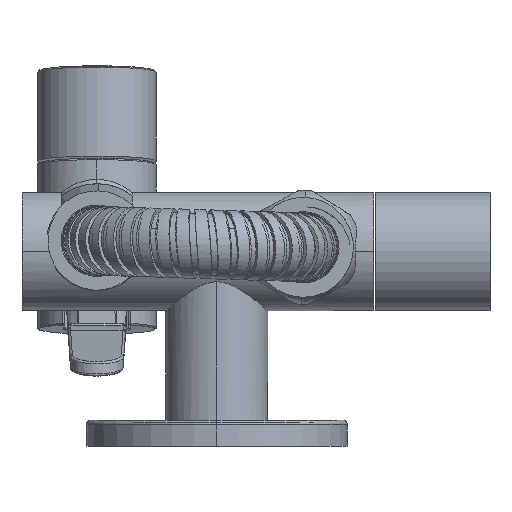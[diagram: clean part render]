
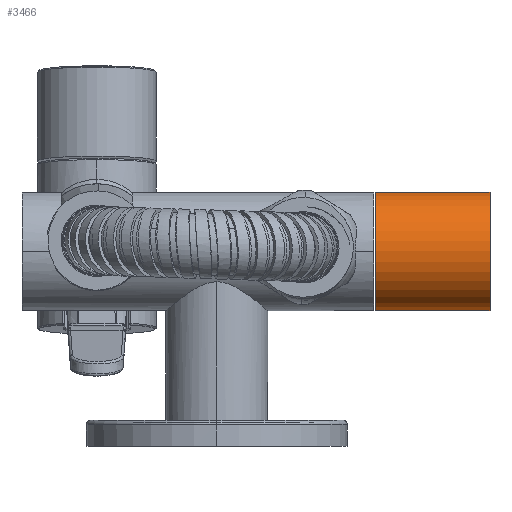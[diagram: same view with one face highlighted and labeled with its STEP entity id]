
A CAD part, front view. The second image highlights one B-rep face of the part: STEP entity #3466.
In plain terms, the highlighted cylindrical face has radius 12.5 mm (diameter 25 mm), a partial arc.
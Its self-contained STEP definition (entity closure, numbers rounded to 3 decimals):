
#3149=CARTESIAN_POINT('',(33.5,0.,0.));
#3150=DIRECTION('',(1.,0.,0.));
#3151=DIRECTION('',(0.,0.984,0.178));
#3152=AXIS2_PLACEMENT_3D('',#3149,#3150,#3151);
#3154=CARTESIAN_POINT('',(33.5,0.,0.));
#3155=DIRECTION('',(1.,0.,0.));
#3156=DIRECTION('',(0.,-1.,0.));
#3157=AXIS2_PLACEMENT_3D('',#3154,#3155,#3156);
#3203=DIRECTION('',(1.,0.,0.));
#3204=VECTOR('',#3203,24.);
#3205=CARTESIAN_POINT('',(33.5,12.301,-2.222));
#3206=LINE('',#3205,#3204);
#3211=DIRECTION('',(-1.,0.,0.));
#3212=VECTOR('',#3211,24.);
#3213=CARTESIAN_POINT('',(57.5,12.301,2.222));
#3214=LINE('',#3213,#3212);
#3246=CARTESIAN_POINT('',(57.5,0.,0.));
#3247=DIRECTION('',(-1.,0.,0.));
#3248=DIRECTION('',(0.,0.984,-0.178));
#3249=AXIS2_PLACEMENT_3D('',#3246,#3247,#3248);
#3251=CARTESIAN_POINT('',(57.5,0.,0.));
#3252=DIRECTION('',(-1.,0.,0.));
#3253=DIRECTION('',(0.,-1.,0.));
#3254=AXIS2_PLACEMENT_3D('',#3251,#3252,#3253);
#3275=CARTESIAN_POINT('',(33.5,12.301,2.222));
#3276=VERTEX_POINT('',#3275);
#3277=CARTESIAN_POINT('',(33.5,-12.5,0.));
#3278=CARTESIAN_POINT('',(33.5,12.301,-2.222));
#3279=VERTEX_POINT('',#3277);
#3280=VERTEX_POINT('',#3278);
#3297=CARTESIAN_POINT('',(57.5,12.301,-2.222));
#3298=VERTEX_POINT('',#3297);
#3299=CARTESIAN_POINT('',(57.5,12.301,2.222));
#3300=VERTEX_POINT('',#3299);
#3301=CARTESIAN_POINT('',(57.5,-12.5,0.));
#3302=VERTEX_POINT('',#3301);
#3450=CARTESIAN_POINT('',(58.7,0.,0.));
#3451=DIRECTION('',(-1.,0.,0.));
#3452=DIRECTION('',(0.,-1.,0.));
#3453=AXIS2_PLACEMENT_3D('',#3450,#3451,#3452);
#3454=CYLINDRICAL_SURFACE('',#3453,12.5);
#3455=ORIENTED_EDGE('',*,*,#3434,.F.);
#3456=ORIENTED_EDGE('',*,*,#3318,.F.);
#3457=ORIENTED_EDGE('',*,*,#3316,.F.);
#3459=ORIENTED_EDGE('',*,*,#3458,.F.);
#3461=ORIENTED_EDGE('',*,*,#3460,.F.);
#3463=ORIENTED_EDGE('',*,*,#3462,.F.);
#3464=EDGE_LOOP('',(#3455,#3456,#3457,#3459,#3461,#3463));
#3465=FACE_OUTER_BOUND('',#3464,.F.);
#3466=ADVANCED_FACE('',(#3465),#3454,.T.);
#3153=CIRCLE('',#3152,12.5);
#3158=CIRCLE('',#3157,12.5);
#3250=CIRCLE('',#3249,12.5);
#3255=CIRCLE('',#3254,12.5);
#3316=EDGE_CURVE('',#3276,#3279,#3153,.T.);
#3318=EDGE_CURVE('',#3279,#3280,#3158,.T.);
#3434=EDGE_CURVE('',#3280,#3298,#3206,.T.);
#3458=EDGE_CURVE('',#3300,#3276,#3214,.T.);
#3460=EDGE_CURVE('',#3302,#3300,#3255,.T.);
#3462=EDGE_CURVE('',#3298,#3302,#3250,.T.);
